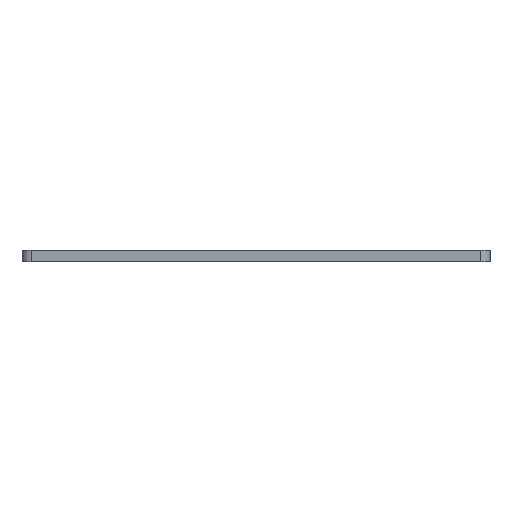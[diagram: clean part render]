
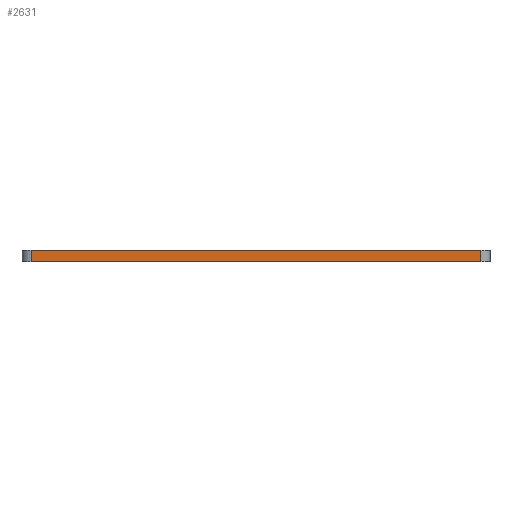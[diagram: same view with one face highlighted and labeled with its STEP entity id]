
A CAD part, front view. The second image highlights one B-rep face of the part: STEP entity #2631.
In plain terms, the highlighted planar face has unit normal (0, -1, 0).
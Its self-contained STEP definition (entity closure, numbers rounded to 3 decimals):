
#156 = VERTEX_POINT('',#157);
#157 = CARTESIAN_POINT('',(76.202,-110.73,0.));
#164 = EDGE_CURVE('',#165,#156,#167,.T.);
#165 = VERTEX_POINT('',#166);
#166 = CARTESIAN_POINT('',(133.353,-110.73,0.));
#167 = LINE('',#168,#169);
#168 = CARTESIAN_POINT('',(133.353,-110.73,0.));
#169 = VECTOR('',#170,1.);
#170 = DIRECTION('',(-1.,0.,0.));
#1380 = VERTEX_POINT('',#1381);
#1381 = CARTESIAN_POINT('',(76.202,-110.73,1.51));
#1388 = EDGE_CURVE('',#1389,#1380,#1391,.T.);
#1389 = VERTEX_POINT('',#1390);
#1390 = CARTESIAN_POINT('',(133.353,-110.73,1.51));
#1391 = LINE('',#1392,#1393);
#1392 = CARTESIAN_POINT('',(133.353,-110.73,1.51));
#1393 = VECTOR('',#1394,1.);
#1394 = DIRECTION('',(-1.,0.,0.));
#2603 = EDGE_CURVE('',#165,#1389,#2604,.T.);
#2604 = LINE('',#2605,#2606);
#2605 = CARTESIAN_POINT('',(133.353,-110.73,0.));
#2606 = VECTOR('',#2607,1.);
#2607 = DIRECTION('',(0.,0.,1.));
#2631 = ADVANCED_FACE('',(#2632),#2643,.T.);
#2632 = FACE_BOUND('',#2633,.T.);
#2633 = EDGE_LOOP('',(#2634,#2635,#2636,#2642));
#2634 = ORIENTED_EDGE('',*,*,#2603,.T.);
#2635 = ORIENTED_EDGE('',*,*,#1388,.T.);
#2636 = ORIENTED_EDGE('',*,*,#2637,.F.);
#2637 = EDGE_CURVE('',#156,#1380,#2638,.T.);
#2638 = LINE('',#2639,#2640);
#2639 = CARTESIAN_POINT('',(76.202,-110.73,0.));
#2640 = VECTOR('',#2641,1.);
#2641 = DIRECTION('',(0.,0.,1.));
#2642 = ORIENTED_EDGE('',*,*,#164,.F.);
#2643 = PLANE('',#2644);
#2644 = AXIS2_PLACEMENT_3D('',#2645,#2646,#2647);
#2645 = CARTESIAN_POINT('',(133.353,-110.73,0.));
#2646 = DIRECTION('',(0.,-1.,0.));
#2647 = DIRECTION('',(-1.,0.,0.));
